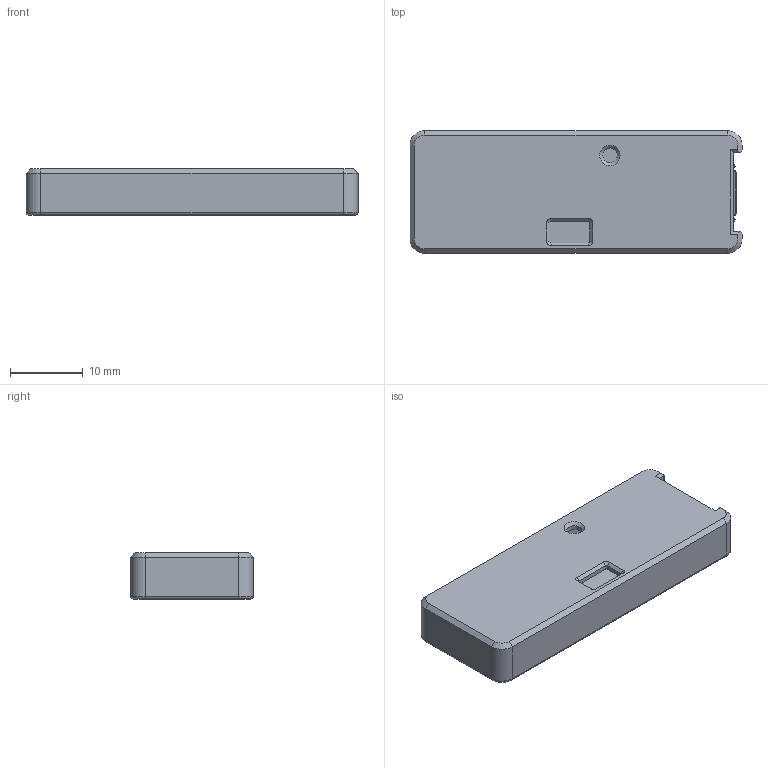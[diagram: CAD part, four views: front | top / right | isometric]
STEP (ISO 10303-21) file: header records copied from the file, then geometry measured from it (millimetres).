
FILE_DESCRIPTION(/* description */ (''),/* implementation_level */ '2;1');
FILE_NAME(/* name */ 'STM32_Mini12864_Cover.step',/* time_stamp */ '2022-05-21T20:25:05-07:00',/* author */ (''),/* organization */ (''),/* preprocessor_version */ 'ST-DEVELOPER v18.1',/* originating_system */ 'Autodesk Translation Framework v10.14.0.1471',/* authorisation */ '');
FILE_SCHEMA (('AUTOMOTIVE_DESIGN { 1 0 10303 214 3 1 1 }'));
Length unit declared in the file: millimetre
Products named in the file (6): STM32_Display_Adapter_Cover; PCB; USB3075-30-A; Surface-Knit1; ÇÐ³ý-À­Éì4; Cover
Assembly tree (5 placements, depth 4):
  STM32_Display_Adapter_Cover
    PCB
      USB3075-30-A
        Surface-Knit1
        ÇÐ³ý-À­Éì4
    Cover
Bounding box: 45.5 x 16.8 x 6.35 mm (x, y, z)
Volume: 2469.7 mm3; surface area: 4365 mm2
Topology: 4 solids, 4 shells, 645 faces, 1772 edges, 1143 vertices
Faces by surface type: plane 438, cylinder 156, bspline 24, cone 21, torus 4, sphere 2
Full cylindrical faces by diameter (mm): 2 x1
Entity records: 21814 total; most frequent: CARTESIAN_POINT 4573, ORIENTED_EDGE 3544, DIRECTION 3335, EDGE_CURVE 1772, LINE 1385, VECTOR 1385, VERTEX_POINT 1143, AXIS2_PLACEMENT_3D 975
